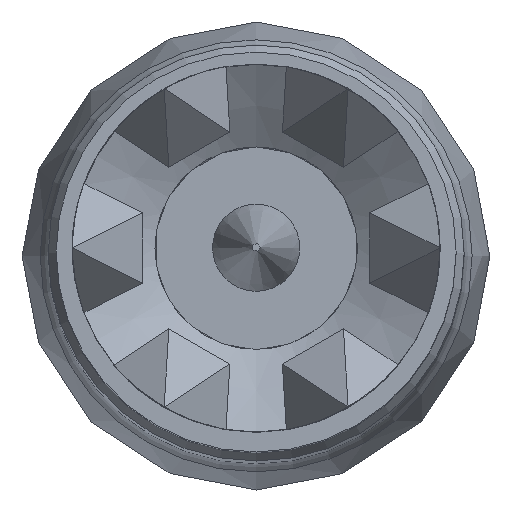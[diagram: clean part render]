
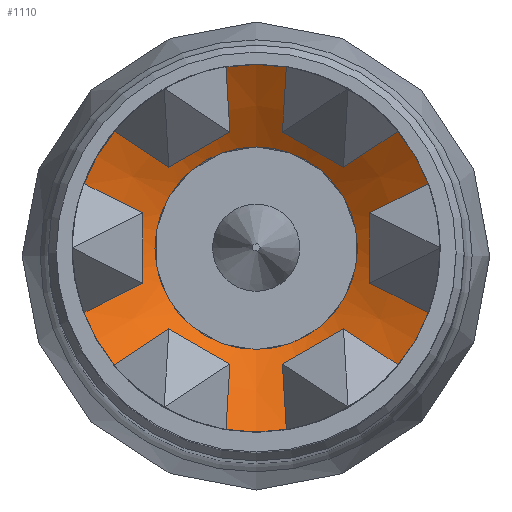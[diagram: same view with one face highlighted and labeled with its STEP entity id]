
A CAD part, top view. The second image highlights one B-rep face of the part: STEP entity #1110.
In plain terms, the highlighted conical face has half-angle 57.171 degrees and reference radius 0.321 mm.
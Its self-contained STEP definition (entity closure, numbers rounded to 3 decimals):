
#61=FACE_BOUND($,#252,.T.);
#94=CIRCLE($,#1199,0.584);
#95=CIRCLE($,#1201,0.321);
#96=CIRCLE($,#1202,0.584);
#160=CONICAL_SURFACE($,#1200,0.321,0.998);
#172=FACE_OUTER_BOUND($,#251,.T.);
#251=EDGE_LOOP($,(#772));
#252=EDGE_LOOP($,(#773,#774));
#488=VERTEX_POINT($,#1758);
#489=VERTEX_POINT($,#1759);
#490=VERTEX_POINT($,#1763);
#602=EDGE_CURVE($,#489,#488,#94,.T.);
#603=EDGE_CURVE($,#490,#490,#95,.T.);
#604=EDGE_CURVE($,#489,#488,#96,.T.);
#772=ORIENTED_EDGE($,*,*,#603,.F.);
#773=ORIENTED_EDGE($,*,*,#602,.T.);
#774=ORIENTED_EDGE($,*,*,#604,.F.);
#1110=ADVANCED_FACE($,(#172,#61),#160,.T.);
#1199=AXIS2_PLACEMENT_3D($,#1761,#1371,#1372);
#1200=AXIS2_PLACEMENT_3D($,#1762,#1373,#1374);
#1201=AXIS2_PLACEMENT_3D($,#1764,#1375,#1376);
#1202=AXIS2_PLACEMENT_3D($,#1765,#1377,#1378);
#1371=DIRECTION('center_axis',(0.,0.,
-1.));
#1372=DIRECTION('ref_axis',(0.,1.,0.));
#1373=DIRECTION('center_axis',(0.,0.,
1.));
#1374=DIRECTION('ref_axis',(0.,-1.,0.));
#1375=DIRECTION('center_axis',(0.,0.,
-1.));
#1376=DIRECTION('ref_axis',(0.,1.,0.));
#1377=DIRECTION('center_axis',(0.,0.,1.));
#1378=DIRECTION('ref_axis',(0.,-1.,0.));
#1758=CARTESIAN_POINT('',(0.584,-0.001,13.681));
#1759=CARTESIAN_POINT('',(-0.584,-0.001,13.681));
#1761=CARTESIAN_POINT('Origin',(0.,0.,
13.681));
#1762=CARTESIAN_POINT('Origin',(0.,0.,
13.511));
#1763=CARTESIAN_POINT('',(0.,-0.321,13.511));
#1764=CARTESIAN_POINT('Origin',(0.,0.,
13.511));
#1765=CARTESIAN_POINT('Origin',(0.,0.,
13.681));
